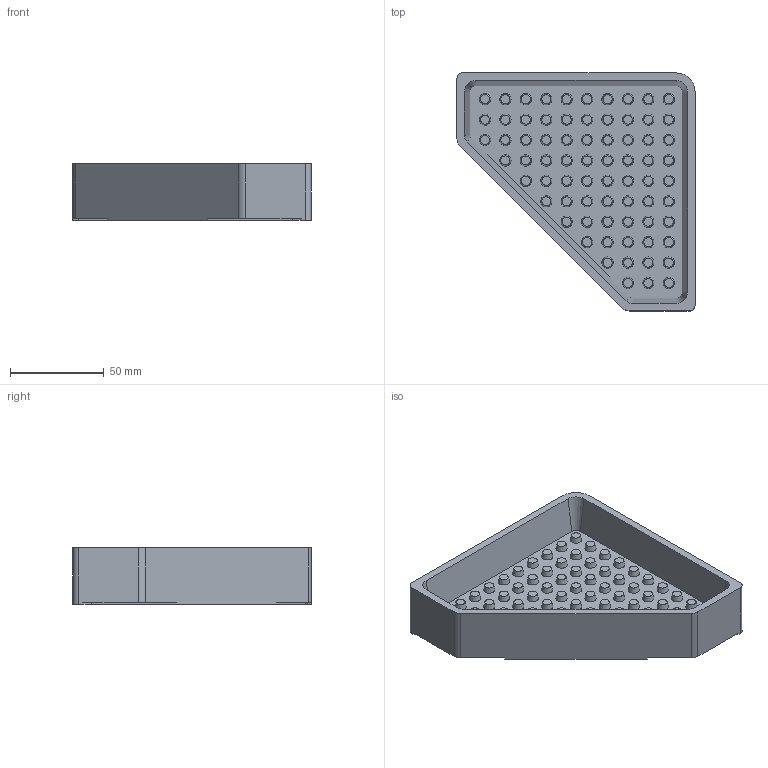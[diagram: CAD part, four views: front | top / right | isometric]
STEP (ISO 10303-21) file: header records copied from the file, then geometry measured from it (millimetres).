
FILE_DESCRIPTION(('FreeCAD Model'),'2;1');
FILE_NAME('Open CASCADE Shape Model','2023-05-01T12:03:06',(''),(''), 'Open CASCADE STEP processor 7.6','FreeCAD','Unknown');
FILE_SCHEMA(('AUTOMOTIVE_DESIGN { 1 0 10303 214 1 1 1 1 }'));
Length unit declared in the file: millimetre
Products named in the file (1): Body
Bounding box: 126.97 x 126.97 x 30 mm (x, y, z)
Volume: 55876.6 mm3; surface area: 67142.7 mm2
Topology: 1 solids, 1 shells, 234 faces, 464 edges, 306 vertices
Faces by surface type: plane 118, cone 96, cylinder 15, torus 5
Entity records: 12076 total; most frequent: CARTESIAN_POINT 2417, DIRECTION 1804, ORIENTED_EDGE 928, PCURVE 928, DEFINITIONAL_REPRESENTATION 928, LINE 593, VECTOR 593, AXIS2_PLACEMENT_3D 490
